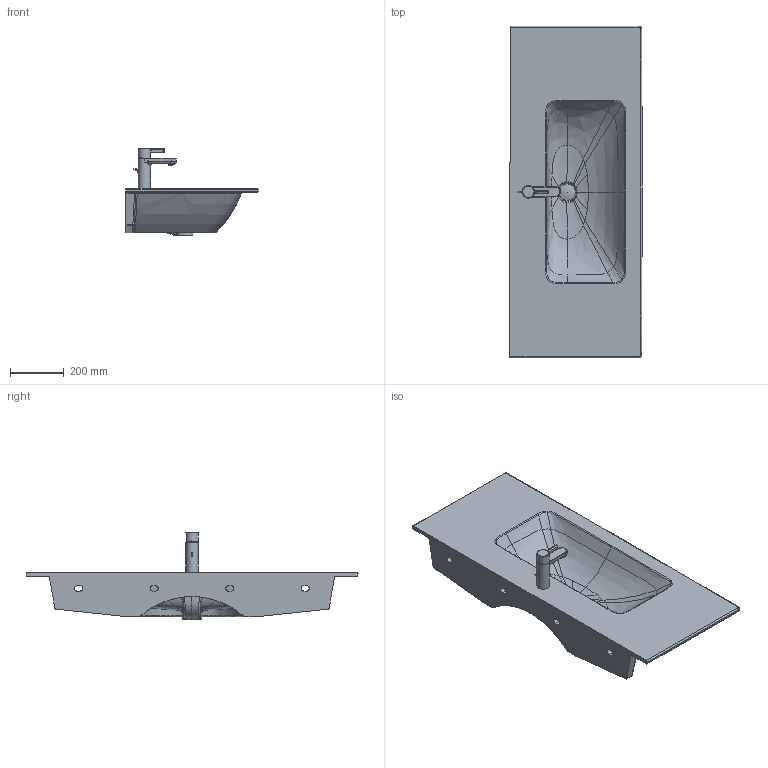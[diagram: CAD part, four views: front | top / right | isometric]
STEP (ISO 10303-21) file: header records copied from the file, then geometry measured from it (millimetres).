
FILE_DESCRIPTION((''),'2;1');
FILE_NAME('233612.stp','2016-06-08T12:08:27',('Administrator'),(''),'Autodesk Inventor 2011','Autodesk Inventor 2011','');
FILE_SCHEMA(('CONFIG_CONTROL_DESIGN'));
Length unit declared in the file: millimetre
Products named in the file (10): 233612; Armatur Durastyle Waschtisch; Fassung Sieb; Griff; Gehäuse; Hebel_Ventil; Gleitring; Kelch; Stopfen
Assembly tree (9 placements, depth 3):
  233612
    233612
    Armatur Durastyle Waschtisch
      Fassung Sieb
      Griff
      Gehäuse
      Hebel_Ventil
      Gleitring
    Kelch
    Stopfen
Bounding box: 490 x 1230.24 x 325.68 mm (x, y, z)
Volume: 22625556.1 mm3; surface area: 1849839.6 mm2
Topology: 7 solids, 9 shells, 424 faces, 1027 edges, 613 vertices
Faces by surface type: bspline 204, cylinder 94, plane 86, torus 19, sphere 15, cone 6
Full cylindrical faces by diameter (mm): 4 x2, 20.15 x1, 21.15 x1, 23.15 x1, 30 x2, 35 x1, 42 x1, 44 x1, 46 x3, 60 x1
Entity records: 78827 total; most frequent: CARTESIAN_POINT 69529, ORIENTED_EDGE 1960, DIRECTION 1451, EDGE_CURVE 982, VERTEX_POINT 602, AXIS2_PLACEMENT_3D 593, EDGE_LOOP 488, FACE_OUTER_BOUND 423
